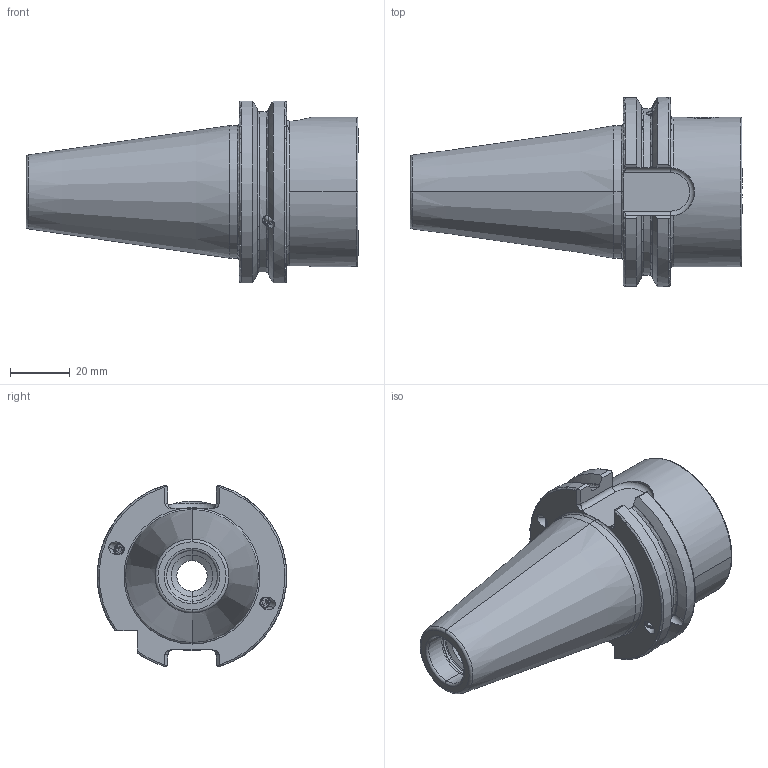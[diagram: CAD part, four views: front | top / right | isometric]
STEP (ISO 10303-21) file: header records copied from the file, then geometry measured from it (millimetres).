
FILE_DESCRIPTION (( 'STEP AP203' ), '1' );
FILE_NAME ('SB4-ST5.K01.043.STEP', '2016-02-12T09:23:46', ( 'SWIAdmin' ), ( 'Hewlett-Packard Company' ), 'SwSTEP 2.0', 'SolidWorks 2015', '' );
FILE_SCHEMA (( 'CONFIG_CONTROL_DESIGN' ));
Length unit declared in the file: millimetre
Products named in the file (5): SB4-ST5.K01.043_B_mit Bundk”lung; ST5-ER1.001.012_A; KVT_MB_600_040; ISO 4026 - M4 x 4_PreviewCfg; SB4-ST5.K01.043
Assembly tree (6 placements, depth 2):
  SB4-ST5.K01.043
    SB4-ST5.K01.043_B_mit Bundk”lung
    ST5-ER1.001.012_A
    ISO 4026 - M4 x 4_PreviewCfg  x2
    KVT_MB_600_040  x2
Bounding box: 111.25 x 63.5 x 60.94 mm (x, y, z)
Volume: 128437.9 mm3; surface area: 27855 mm2
Topology: 8 solids, 8 shells, 285 faces, 715 edges, 432 vertices
Faces by surface type: cone 88, cylinder 81, plane 74, torus 36, sphere 4, bspline 2
Entity records: 8599 total; most frequent: CARTESIAN_POINT 2432, ORIENTED_EDGE 1214, DIRECTION 1151, EDGE_CURVE 607, AXIS2_PLACEMENT_3D 453, VERTEX_POINT 373, EDGE_LOOP 248, LINE 245
